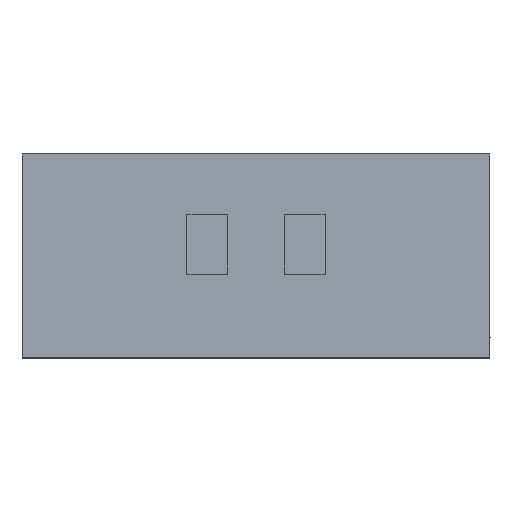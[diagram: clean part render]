
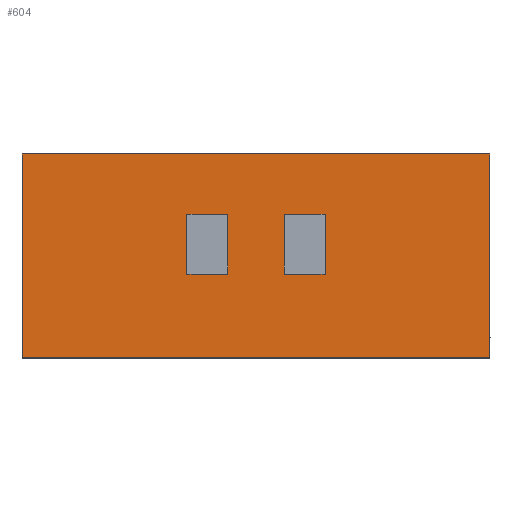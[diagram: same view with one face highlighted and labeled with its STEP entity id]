
A CAD part, top view. The second image highlights one B-rep face of the part: STEP entity #604.
In plain terms, the highlighted planar face has unit normal (0, 0, 1).
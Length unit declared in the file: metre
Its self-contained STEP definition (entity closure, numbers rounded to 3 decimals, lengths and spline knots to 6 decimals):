
#60=ORIENTED_EDGE('',*,*,#224,.T.);
#61=ORIENTED_EDGE('',*,*,#191,.T.);
#62=ORIENTED_EDGE('',*,*,#204,.F.);
#63=ORIENTED_EDGE('',*,*,#199,.T.);
#64=ORIENTED_EDGE('',*,*,#225,.T.);
#65=ORIENTED_EDGE('',*,*,#203,.T.);
#66=ORIENTED_EDGE('',*,*,#207,.T.);
#67=ORIENTED_EDGE('',*,*,#195,.T.);
#68=ORIENTED_EDGE('',*,*,#226,.F.);
#69=ORIENTED_EDGE('',*,*,#227,.F.);
#70=ORIENTED_EDGE('',*,*,#228,.F.);
#71=ORIENTED_EDGE('',*,*,#229,.F.);
#191=EDGE_CURVE('',#273,#275,#331,.T.);
#195=EDGE_CURVE('',#277,#279,#335,.T.);
#199=EDGE_CURVE('',#280,#283,#339,.T.);
#203=EDGE_CURVE('',#285,#287,#343,.T.);
#204=EDGE_CURVE('',#280,#275,#344,.T.);
#207=EDGE_CURVE('',#287,#277,#347,.T.);
#224=EDGE_CURVE('',#283,#273,#364,.T.);
#225=EDGE_CURVE('',#279,#285,#365,.T.);
#226=EDGE_CURVE('',#304,#305,#366,.T.);
#227=EDGE_CURVE('',#306,#304,#367,.T.);
#228=EDGE_CURVE('',#307,#306,#368,.T.);
#229=EDGE_CURVE('',#305,#307,#369,.T.);
#273=VERTEX_POINT('',#846);
#275=VERTEX_POINT('',#850);
#277=VERTEX_POINT('',#855);
#279=VERTEX_POINT('',#859);
#280=VERTEX_POINT('',#863);
#283=VERTEX_POINT('',#868);
#285=VERTEX_POINT('',#873);
#287=VERTEX_POINT('',#877);
#304=VERTEX_POINT('',#924);
#305=VERTEX_POINT('',#925);
#306=VERTEX_POINT('',#927);
#307=VERTEX_POINT('',#929);
#331=LINE('',#851,#415);
#335=LINE('',#860,#419);
#339=LINE('',#869,#423);
#343=LINE('',#878,#427);
#344=LINE('',#880,#428);
#347=LINE('',#884,#431);
#364=LINE('',#921,#448);
#365=LINE('',#922,#449);
#366=LINE('',#923,#450);
#367=LINE('',#926,#451);
#368=LINE('',#928,#452);
#369=LINE('',#930,#453);
#415=VECTOR('',#691,1.);
#419=VECTOR('',#697,1.);
#423=VECTOR('',#703,1.);
#427=VECTOR('',#709,1.);
#428=VECTOR('',#712,1.);
#431=VECTOR('',#717,1.);
#448=VECTOR('',#742,1.);
#449=VECTOR('',#743,1.);
#450=VECTOR('',#744,1.);
#451=VECTOR('',#745,1.);
#452=VECTOR('',#746,1.);
#453=VECTOR('',#747,1.);
#500=EDGE_LOOP('',(#60,#61,#62,#63));
#501=EDGE_LOOP('',(#64,#65,#66,#67));
#502=EDGE_LOOP('',(#68,#69,#70,#71));
#536=FACE_BOUND('',#500,.T.);
#537=FACE_BOUND('',#501,.T.);
#538=FACE_BOUND('',#502,.T.);
#571=PLANE('',#650);
#604=ADVANCED_FACE('',(#536,#537,#538),#571,.T.);
#650=AXIS2_PLACEMENT_3D('',#920,#740,#741);
#691=DIRECTION('',(-1.,0.,0.));
#697=DIRECTION('',(-1.,0.,0.));
#703=DIRECTION('',(1.,0.,0.));
#709=DIRECTION('',(1.,0.,0.));
#712=DIRECTION('',(0.,-1.,0.));
#717=DIRECTION('',(0.,-1.,0.));
#740=DIRECTION('',(0.,0.,1.));
#741=DIRECTION('',(1.,0.,0.));
#742=DIRECTION('',(0.,-1.,0.));
#743=DIRECTION('',(0.,1.,0.));
#744=DIRECTION('',(1.,0.,0.));
#745=DIRECTION('',(0.,1.,0.));
#746=DIRECTION('',(-1.,0.,0.));
#747=DIRECTION('',(0.,-1.,0.));
#846=CARTESIAN_POINT('',(0.161694,12.126988,0.002455));
#850=CARTESIAN_POINT('',(0.160694,12.126988,0.002455));
#851=CARTESIAN_POINT('',(0.168154,12.126988,0.002455));
#855=CARTESIAN_POINT('',(0.164094,12.126988,0.002455));
#859=CARTESIAN_POINT('',(0.163094,12.126988,0.002455));
#860=CARTESIAN_POINT('',(0.168154,12.126988,0.002455));
#863=CARTESIAN_POINT('',(0.160694,12.128458,0.002455));
#868=CARTESIAN_POINT('',(0.161694,12.128458,0.002455));
#869=CARTESIAN_POINT('',(0.168154,12.128458,0.002455));
#873=CARTESIAN_POINT('',(0.163094,12.128458,0.002455));
#877=CARTESIAN_POINT('',(0.164094,12.128458,0.002455));
#878=CARTESIAN_POINT('',(0.168154,12.128458,0.002455));
#880=CARTESIAN_POINT('',(0.160694,12.128458,0.002455));
#884=CARTESIAN_POINT('',(0.164094,12.129948,0.002455));
#920=CARTESIAN_POINT('',(0.168154,12.129948,0.002455));
#921=CARTESIAN_POINT('',(0.161694,12.129948,0.002455));
#922=CARTESIAN_POINT('',(0.163094,12.129948,0.002455));
#923=CARTESIAN_POINT('',(0.156634,12.129948,0.002455));
#924=CARTESIAN_POINT('',(0.156634,12.129948,0.002455));
#925=CARTESIAN_POINT('',(0.168154,12.129948,0.002455));
#926=CARTESIAN_POINT('',(0.156634,12.124928,0.002455));
#927=CARTESIAN_POINT('',(0.156634,12.124928,0.002455));
#928=CARTESIAN_POINT('',(0.168154,12.124928,0.002455));
#929=CARTESIAN_POINT('',(0.168154,12.124928,0.002455));
#930=CARTESIAN_POINT('',(0.168154,12.129948,0.002455));
